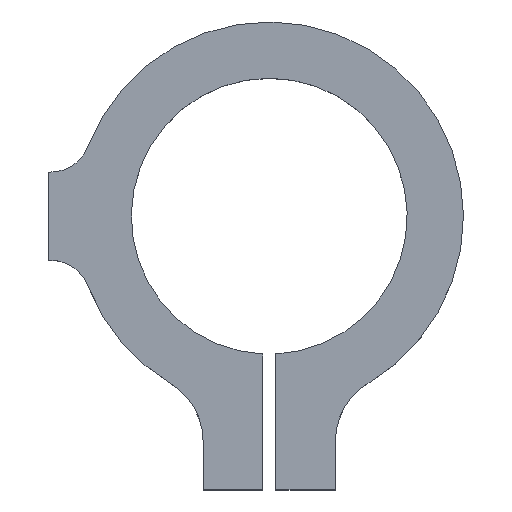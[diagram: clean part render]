
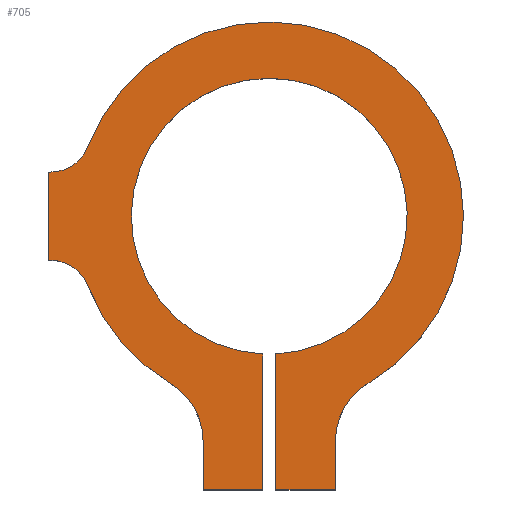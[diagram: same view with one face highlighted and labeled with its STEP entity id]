
A CAD part, top view. The second image highlights one B-rep face of the part: STEP entity #705.
In plain terms, the highlighted planar face has unit normal (0, 0, 1).
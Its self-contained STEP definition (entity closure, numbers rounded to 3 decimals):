
#51=PLANE('',#787);
#88=LINE('',#1130,#155);
#96=LINE('',#1158,#163);
#99=LINE('',#1164,#166);
#103=LINE('',#1176,#170);
#106=LINE('',#1182,#173);
#109=LINE('',#1186,#176);
#113=LINE('',#1203,#180);
#116=LINE('',#1209,#183);
#119=LINE('',#1213,#186);
#155=VECTOR('',#906,10.);
#163=VECTOR('',#934,10.);
#166=VECTOR('',#939,10.);
#170=VECTOR('',#951,10.);
#173=VECTOR('',#956,10.);
#176=VECTOR('',#961,10.);
#180=VECTOR('',#979,10.);
#183=VECTOR('',#984,10.);
#186=VECTOR('',#989,10.);
#221=FACE_OUTER_BOUND('',#264,.T.);
#264=EDGE_LOOP('',(#628,#629,#630,#631,#632,#633,#634,#635,#636,#637,#638,
#639,#640,#641,#642,#643));
#277=CIRCLE('',#756,15.);
#281=CIRCLE('',#763,9.);
#283=CIRCLE('',#766,44.);
#285=CIRCLE('',#769,15.);
#287=CIRCLE('',#774,31.25);
#289=CIRCLE('',#780,44.);
#291=CIRCLE('',#783,9.);
#327=VERTEX_POINT('',#1113);
#328=VERTEX_POINT('',#1115);
#332=VERTEX_POINT('',#1127);
#333=VERTEX_POINT('',#1129);
#338=VERTEX_POINT('',#1140);
#339=VERTEX_POINT('',#1142);
#341=VERTEX_POINT('',#1148);
#343=VERTEX_POINT('',#1157);
#345=VERTEX_POINT('',#1163);
#347=VERTEX_POINT('',#1169);
#349=VERTEX_POINT('',#1175);
#351=VERTEX_POINT('',#1181);
#353=VERTEX_POINT('',#1190);
#355=VERTEX_POINT('',#1196);
#357=VERTEX_POINT('',#1202);
#359=VERTEX_POINT('',#1208);
#409=EDGE_CURVE('',#328,#327,#277,.T.);
#416=EDGE_CURVE('',#333,#332,#88,.T.);
#422=EDGE_CURVE('',#339,#338,#281,.T.);
#425=EDGE_CURVE('',#341,#339,#283,.T.);
#428=EDGE_CURVE('',#332,#341,#285,.T.);
#430=EDGE_CURVE('',#343,#333,#96,.T.);
#433=EDGE_CURVE('',#345,#343,#99,.T.);
#436=EDGE_CURVE('',#347,#345,#287,.T.);
#439=EDGE_CURVE('',#349,#347,#103,.T.);
#442=EDGE_CURVE('',#351,#349,#106,.T.);
#445=EDGE_CURVE('',#327,#351,#109,.T.);
#447=EDGE_CURVE('',#353,#328,#289,.T.);
#450=EDGE_CURVE('',#355,#353,#291,.T.);
#453=EDGE_CURVE('',#357,#355,#113,.T.);
#456=EDGE_CURVE('',#359,#357,#116,.T.);
#459=EDGE_CURVE('',#338,#359,#119,.T.);
#628=ORIENTED_EDGE('',*,*,#459,.T.);
#629=ORIENTED_EDGE('',*,*,#456,.T.);
#630=ORIENTED_EDGE('',*,*,#453,.T.);
#631=ORIENTED_EDGE('',*,*,#450,.T.);
#632=ORIENTED_EDGE('',*,*,#447,.T.);
#633=ORIENTED_EDGE('',*,*,#409,.T.);
#634=ORIENTED_EDGE('',*,*,#445,.T.);
#635=ORIENTED_EDGE('',*,*,#442,.T.);
#636=ORIENTED_EDGE('',*,*,#439,.T.);
#637=ORIENTED_EDGE('',*,*,#436,.T.);
#638=ORIENTED_EDGE('',*,*,#433,.T.);
#639=ORIENTED_EDGE('',*,*,#430,.T.);
#640=ORIENTED_EDGE('',*,*,#416,.T.);
#641=ORIENTED_EDGE('',*,*,#428,.T.);
#642=ORIENTED_EDGE('',*,*,#425,.T.);
#643=ORIENTED_EDGE('',*,*,#422,.T.);
#705=ADVANCED_FACE('',(#221),#51,.T.);
#756=AXIS2_PLACEMENT_3D('',#1116,#892,#893);
#763=AXIS2_PLACEMENT_3D('',#1143,#915,#916);
#766=AXIS2_PLACEMENT_3D('',#1149,#922,#923);
#769=AXIS2_PLACEMENT_3D('',#1153,#929,#930);
#774=AXIS2_PLACEMENT_3D('',#1170,#945,#946);
#780=AXIS2_PLACEMENT_3D('',#1191,#966,#967);
#783=AXIS2_PLACEMENT_3D('',#1197,#973,#974);
#787=AXIS2_PLACEMENT_3D('',#1214,#990,#991);
#892=DIRECTION('center_axis',(0.,0.,-1.));
#893=DIRECTION('ref_axis',(1.,0.,0.));
#906=DIRECTION('',(0.,1.,0.));
#915=DIRECTION('center_axis',(0.,0.,-1.));
#916=DIRECTION('ref_axis',(0.,-1.,0.));
#922=DIRECTION('center_axis',(0.,0.,1.));
#923=DIRECTION('ref_axis',(0.508,-0.861,0.));
#929=DIRECTION('center_axis',(0.,0.,-1.));
#930=DIRECTION('ref_axis',(-0.508,0.861,0.));
#934=DIRECTION('',(1.,0.,0.));
#939=DIRECTION('',(0.,-1.,0.));
#945=DIRECTION('center_axis',(0.,0.,-1.));
#946=DIRECTION('ref_axis',(0.048,-0.999,0.));
#951=DIRECTION('',(0.,1.,0.));
#956=DIRECTION('',(1.,0.,0.));
#961=DIRECTION('',(0.,-1.,0.));
#966=DIRECTION('center_axis',(0.,0.,1.));
#967=DIRECTION('ref_axis',(-0.934,-0.358,0.));
#973=DIRECTION('center_axis',(0.,0.,-1.));
#974=DIRECTION('ref_axis',(0.934,0.358,0.));
#979=DIRECTION('',(1.,0.,0.));
#984=DIRECTION('',(0.,-1.,0.));
#989=DIRECTION('',(-1.,0.,0.));
#990=DIRECTION('center_axis',(0.,0.,1.));
#991=DIRECTION('ref_axis',(1.,0.,0.));
#1113=CARTESIAN_POINT('',(-15.,-50.804,15.));
#1115=CARTESIAN_POINT('',(-22.373,-37.887,15.));
#1116=CARTESIAN_POINT('Origin',(-30.,-50.804,15.));
#1127=CARTESIAN_POINT('',(15.,-50.804,15.));
#1129=CARTESIAN_POINT('',(15.,-62.,15.));
#1130=CARTESIAN_POINT('',(15.,-62.,15.));
#1140=CARTESIAN_POINT('',(-49.477,10.,15.));
#1142=CARTESIAN_POINT('',(-41.075,15.774,15.));
#1143=CARTESIAN_POINT('Origin',(-49.477,19.,15.));
#1148=CARTESIAN_POINT('',(22.373,-37.887,15.));
#1149=CARTESIAN_POINT('Origin',(0.,0.,15.));
#1153=CARTESIAN_POINT('Origin',(30.,-50.804,15.));
#1157=CARTESIAN_POINT('',(1.5,-62.,15.));
#1158=CARTESIAN_POINT('',(1.5,-62.,15.));
#1163=CARTESIAN_POINT('',(1.5,-31.214,15.));
#1164=CARTESIAN_POINT('',(1.5,-31.214,15.));
#1169=CARTESIAN_POINT('',(-1.5,-31.214,15.));
#1170=CARTESIAN_POINT('Origin',(0.,0.,15.));
#1175=CARTESIAN_POINT('',(-1.5,-62.,15.));
#1176=CARTESIAN_POINT('',(-1.5,-31.214,15.));
#1181=CARTESIAN_POINT('',(-15.,-62.,15.));
#1182=CARTESIAN_POINT('',(-15.,-62.,15.));
#1186=CARTESIAN_POINT('',(-15.,-50.804,15.));
#1190=CARTESIAN_POINT('',(-41.075,-15.774,15.));
#1191=CARTESIAN_POINT('Origin',(0.,0.,15.));
#1196=CARTESIAN_POINT('',(-49.477,-10.,15.));
#1197=CARTESIAN_POINT('Origin',(-49.477,-19.,15.));
#1202=CARTESIAN_POINT('',(-50.,-10.,15.));
#1203=CARTESIAN_POINT('',(-50.,-10.,15.));
#1208=CARTESIAN_POINT('',(-50.,10.,15.));
#1209=CARTESIAN_POINT('',(-50.,10.,15.));
#1213=CARTESIAN_POINT('',(-49.477,10.,15.));
#1214=CARTESIAN_POINT('Origin',(-3.,-9.,15.));
